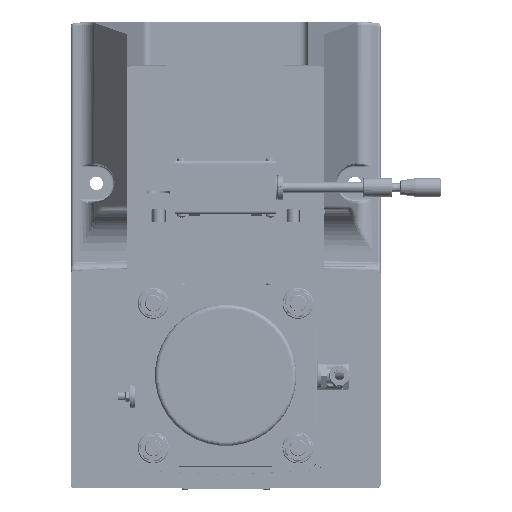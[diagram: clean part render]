
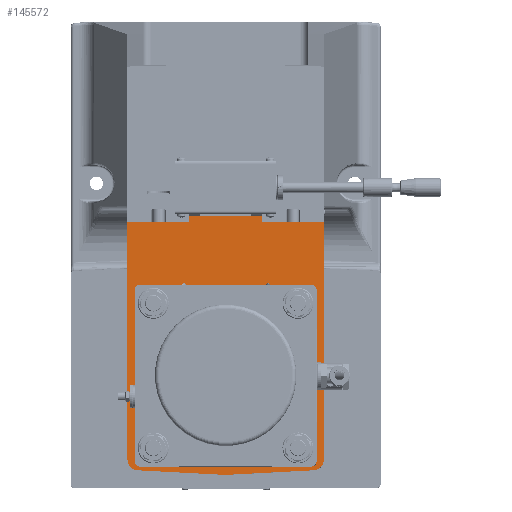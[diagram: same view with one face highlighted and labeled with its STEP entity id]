
A CAD part, top view. The second image highlights one B-rep face of the part: STEP entity #145572.
In plain terms, the highlighted planar face has unit normal (0, 0, 1).
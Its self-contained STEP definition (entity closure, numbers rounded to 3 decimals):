
#9414=LINE($,#215628,#23001);
#9415=LINE($,#215630,#23002);
#9416=LINE($,#215632,#23003);
#9417=LINE($,#215634,#23004);
#9418=LINE($,#215638,#23005);
#9419=LINE($,#215640,#23006);
#9420=LINE($,#215644,#23007);
#9421=LINE($,#215646,#23008);
#9422=LINE($,#215647,#23009);
#9423=LINE($,#215652,#23010);
#9424=LINE($,#215656,#23011);
#9425=LINE($,#215660,#23012);
#9426=LINE($,#215663,#23013);
#23001=VECTOR($,#171224,70.);
#23002=VECTOR($,#171225,6.);
#23003=VECTOR($,#171226,60.);
#23004=VECTOR($,#171227,230.51);
#23005=VECTOR($,#171230,85.641);
#23006=VECTOR($,#171231,85.641);
#23007=VECTOR($,#171234,230.51);
#23008=VECTOR($,#171235,60.);
#23009=VECTOR($,#171236,6.);
#23010=VECTOR($,#171239,162.);
#23011=VECTOR($,#171242,162.);
#23012=VECTOR($,#171245,162.);
#23013=VECTOR($,#171248,162.);
#38412=FACE_OUTER_BOUND($,#48519,.T.);
#43566=FACE_BOUND($,#48520,.T.);
#48519=EDGE_LOOP($,(#107445,#107446,#107447,#107448,#107449,#107450,#107451,
#107452,#107453,#107454,#107455));
#48520=EDGE_LOOP($,(#107456,#107457,#107458,#107459,#107460,#107461,#107462,
#107463));
#54709=CIRCLE($,#153561,10.);
#54710=CIRCLE($,#153562,10.);
#54711=CIRCLE($,#153563,4.5);
#54712=CIRCLE($,#153564,4.5);
#54713=CIRCLE($,#153565,4.5);
#54714=CIRCLE($,#153566,4.5);
#61723=VERTEX_POINT($,#215626);
#61724=VERTEX_POINT($,#215627);
#61725=VERTEX_POINT($,#215629);
#61726=VERTEX_POINT($,#215631);
#61727=VERTEX_POINT($,#215633);
#61728=VERTEX_POINT($,#215635);
#61729=VERTEX_POINT($,#215637);
#61730=VERTEX_POINT($,#215639);
#61731=VERTEX_POINT($,#215641);
#61732=VERTEX_POINT($,#215643);
#61733=VERTEX_POINT($,#215645);
#61734=VERTEX_POINT($,#215648);
#61735=VERTEX_POINT($,#215649);
#61736=VERTEX_POINT($,#215651);
#61737=VERTEX_POINT($,#215653);
#61738=VERTEX_POINT($,#215655);
#61739=VERTEX_POINT($,#215657);
#61740=VERTEX_POINT($,#215659);
#61741=VERTEX_POINT($,#215661);
#78315=EDGE_CURVE($,#61723,#61724,#9414,.T.);
#78316=EDGE_CURVE($,#61725,#61723,#9415,.T.);
#78317=EDGE_CURVE($,#61726,#61725,#9416,.T.);
#78318=EDGE_CURVE($,#61727,#61726,#9417,.T.);
#78319=EDGE_CURVE($,#61728,#61727,#54709,.T.);
#78320=EDGE_CURVE($,#61729,#61728,#9418,.T.);
#78321=EDGE_CURVE($,#61730,#61729,#9419,.T.);
#78322=EDGE_CURVE($,#61731,#61730,#54710,.T.);
#78323=EDGE_CURVE($,#61732,#61731,#9420,.T.);
#78324=EDGE_CURVE($,#61733,#61732,#9421,.T.);
#78325=EDGE_CURVE($,#61724,#61733,#9422,.T.);
#78326=EDGE_CURVE($,#61734,#61735,#54711,.T.);
#78327=EDGE_CURVE($,#61736,#61734,#9423,.T.);
#78328=EDGE_CURVE($,#61737,#61736,#54712,.T.);
#78329=EDGE_CURVE($,#61738,#61737,#9424,.T.);
#78330=EDGE_CURVE($,#61739,#61738,#54713,.T.);
#78331=EDGE_CURVE($,#61740,#61739,#9425,.T.);
#78332=EDGE_CURVE($,#61741,#61740,#54714,.T.);
#78333=EDGE_CURVE($,#61735,#61741,#9426,.T.);
#107445=ORIENTED_EDGE($,*,*,#78315,.F.);
#107446=ORIENTED_EDGE($,*,*,#78316,.F.);
#107447=ORIENTED_EDGE($,*,*,#78317,.F.);
#107448=ORIENTED_EDGE($,*,*,#78318,.F.);
#107449=ORIENTED_EDGE($,*,*,#78319,.F.);
#107450=ORIENTED_EDGE($,*,*,#78320,.F.);
#107451=ORIENTED_EDGE($,*,*,#78321,.F.);
#107452=ORIENTED_EDGE($,*,*,#78322,.F.);
#107453=ORIENTED_EDGE($,*,*,#78323,.F.);
#107454=ORIENTED_EDGE($,*,*,#78324,.F.);
#107455=ORIENTED_EDGE($,*,*,#78325,.F.);
#107456=ORIENTED_EDGE($,*,*,#78326,.F.);
#107457=ORIENTED_EDGE($,*,*,#78327,.F.);
#107458=ORIENTED_EDGE($,*,*,#78328,.F.);
#107459=ORIENTED_EDGE($,*,*,#78329,.F.);
#107460=ORIENTED_EDGE($,*,*,#78330,.F.);
#107461=ORIENTED_EDGE($,*,*,#78331,.F.);
#107462=ORIENTED_EDGE($,*,*,#78332,.F.);
#107463=ORIENTED_EDGE($,*,*,#78333,.F.);
#132065=PLANE($,#153560);
#145572=ADVANCED_FACE($,(#38412,#43566),#132065,.T.);
#153560=AXIS2_PLACEMENT_3D($,#215625,#171222,#171223);
#153561=AXIS2_PLACEMENT_3D($,#215636,#171228,#171229);
#153562=AXIS2_PLACEMENT_3D($,#215642,#171232,#171233);
#153563=AXIS2_PLACEMENT_3D($,#215650,#171237,#171238);
#153564=AXIS2_PLACEMENT_3D($,#215654,#171240,#171241);
#153565=AXIS2_PLACEMENT_3D($,#215658,#171243,#171244);
#153566=AXIS2_PLACEMENT_3D($,#215662,#171246,#171247);
#171222=DIRECTION('center_axis',(0.,0.,
1.));
#171223=DIRECTION('ref_axis',(0.,-1.,0.));
#171224=DIRECTION($,(1.,0.,0.));
#171225=DIRECTION($,(0.,1.,0.));
#171226=DIRECTION($,(1.,0.,0.));
#171227=DIRECTION($,(0.,1.,0.));
#171228=DIRECTION('center_axis',(0.,0.,
-1.));
#171229=DIRECTION('ref_axis',(0.,-1.,0.));
#171230=DIRECTION($,(-0.999,0.052,0.));
#171231=DIRECTION($,(-0.999,-0.052,0.));
#171232=DIRECTION('center_axis',(0.,0.,
-1.));
#171233=DIRECTION('ref_axis',(0.,-1.,0.));
#171234=DIRECTION($,(0.,-1.,0.));
#171235=DIRECTION($,(1.,0.,0.));
#171236=DIRECTION($,(0.,-1.,0.));
#171237=DIRECTION('center_axis',(0.,0.,
1.));
#171238=DIRECTION('ref_axis',(-0.707,0.707,0.));
#171239=DIRECTION($,(-1.,0.,0.));
#171240=DIRECTION('center_axis',(0.,0.,
1.));
#171241=DIRECTION('ref_axis',(0.707,0.707,0.));
#171242=DIRECTION($,(0.,1.,0.));
#171243=DIRECTION('center_axis',(0.,0.,
1.));
#171244=DIRECTION('ref_axis',(0.707,-0.707,0.));
#171245=DIRECTION($,(1.,0.,0.));
#171246=DIRECTION('center_axis',(0.,0.,
1.));
#171247=DIRECTION('ref_axis',(-0.707,-0.707,0.));
#171248=DIRECTION($,(0.,-1.,0.));
#215625=CARTESIAN_POINT('Origin',(0.987,-30.819,-2.303));
#215626=CARTESIAN_POINT('',(-22.,90.,-2.303));
#215627=CARTESIAN_POINT('',(48.,90.,-2.303));
#215628=CARTESIAN_POINT($,(24.494,90.,-2.303));
#215629=CARTESIAN_POINT('',(-22.,84.,-2.303));
#215630=CARTESIAN_POINT($,(-22.,29.59,-2.303));
#215631=CARTESIAN_POINT('',(-82.,84.,-2.303));
#215632=CARTESIAN_POINT($,(-10.506,84.,-2.303));
#215633=CARTESIAN_POINT('',(-82.,-146.51,-2.303));
#215634=CARTESIAN_POINT($,(-82.,-93.41,-2.303));
#215635=CARTESIAN_POINT('',(-72.523,-156.497,-2.303));
#215636=CARTESIAN_POINT('Origin',(-72.,-146.51,-2.303));
#215637=CARTESIAN_POINT('',(13.,-160.979,-2.303));
#215638=CARTESIAN_POINT($,(-43.891,-157.997,-2.303));
#215639=CARTESIAN_POINT('',(98.523,-156.497,-2.303));
#215640=CARTESIAN_POINT($,(57.911,-158.625,-2.303));
#215641=CARTESIAN_POINT('',(108.,-146.51,-2.303));
#215642=CARTESIAN_POINT('Origin',(98.,-146.51,-2.303));
#215643=CARTESIAN_POINT('',(108.,84.,-2.303));
#215644=CARTESIAN_POINT($,(108.,28.09,-2.303));
#215645=CARTESIAN_POINT('',(48.,84.,-2.303));
#215646=CARTESIAN_POINT($,(57.104,84.,-2.303));
#215647=CARTESIAN_POINT($,(48.,26.59,-2.303));
#215648=CARTESIAN_POINT('',(-68.,19.5,-2.303));
#215649=CARTESIAN_POINT('',(-72.5,15.,-2.303));
#215650=CARTESIAN_POINT('Origin',(-68.,15.,-2.303));
#215651=CARTESIAN_POINT('',(94.,19.5,-2.303));
#215652=CARTESIAN_POINT($,(-30.,19.5,-2.303));
#215653=CARTESIAN_POINT('',(98.5,15.,-2.303));
#215654=CARTESIAN_POINT('Origin',(94.,15.,-2.303));
#215655=CARTESIAN_POINT('',(98.5,-147.,-2.303));
#215656=CARTESIAN_POINT($,(98.5,-23.,-2.303));
#215657=CARTESIAN_POINT('',(94.,-151.5,-2.303));
#215658=CARTESIAN_POINT('Origin',(94.,-147.,-2.303));
#215659=CARTESIAN_POINT('',(-68.,-151.5,-2.303));
#215660=CARTESIAN_POINT($,(56.,-151.5,-2.303));
#215661=CARTESIAN_POINT('',(-72.5,-147.,-2.303));
#215662=CARTESIAN_POINT('Origin',(-68.,-147.,-2.303));
#215663=CARTESIAN_POINT($,(-72.5,-109.,-2.303));
